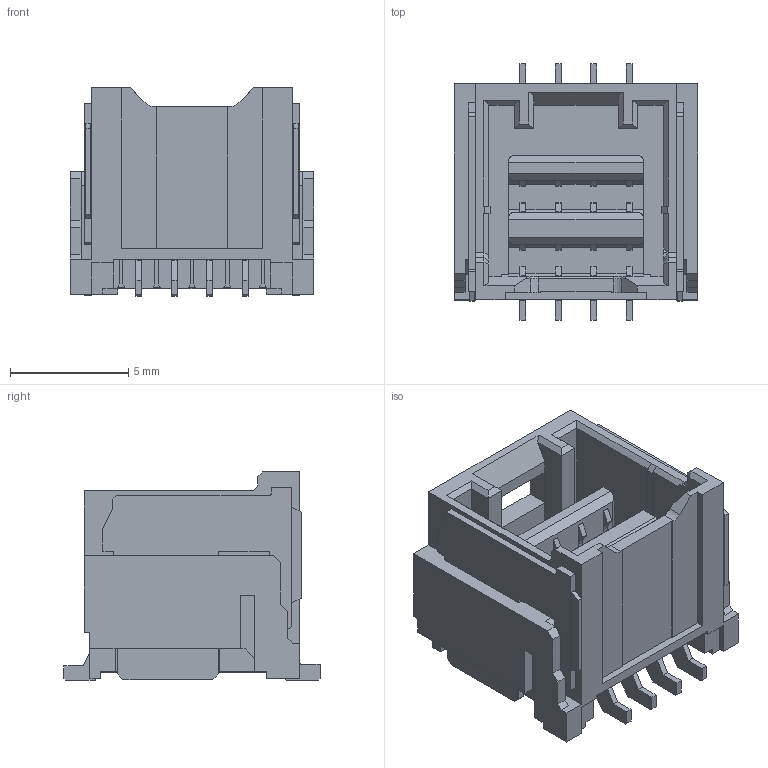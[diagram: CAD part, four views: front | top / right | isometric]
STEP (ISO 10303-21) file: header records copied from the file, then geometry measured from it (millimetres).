
FILE_DESCRIPTION((''),'2;1');
FILE_NAME('5054060860','2016-03-14T',('me'),(''),'PRO/ENGINEER BY PARAMETRIC TECHNOLOGY CORPORATION, 2012310','PRO/ENGINEER BY PARAMETRIC TECHNOLOGY CORPORATION, 2012310','');
FILE_SCHEMA(('CONFIG_CONTROL_DESIGN'));
Length unit declared in the file: millimetre
Products named in the file (1): 5054060860
Bounding box: 10.3 x 10.85 x 8.82 mm (x, y, z)
Volume: 410.5 mm3; surface area: 924 mm2
Topology: 1 solids, 1 shells, 531 faces, 1576 edges, 1054 vertices
Faces by surface type: plane 479, cylinder 50, cone 2
Entity records: 17493 total; most frequent: CARTESIAN_POINT 3202, ORIENTED_EDGE 3072, DIRECTION 2716, EDGE_CURVE 1536, VECTOR 1472, LINE 1472, VERTEX_POINT 1014, AXIS2_PLACEMENT_3D 622
